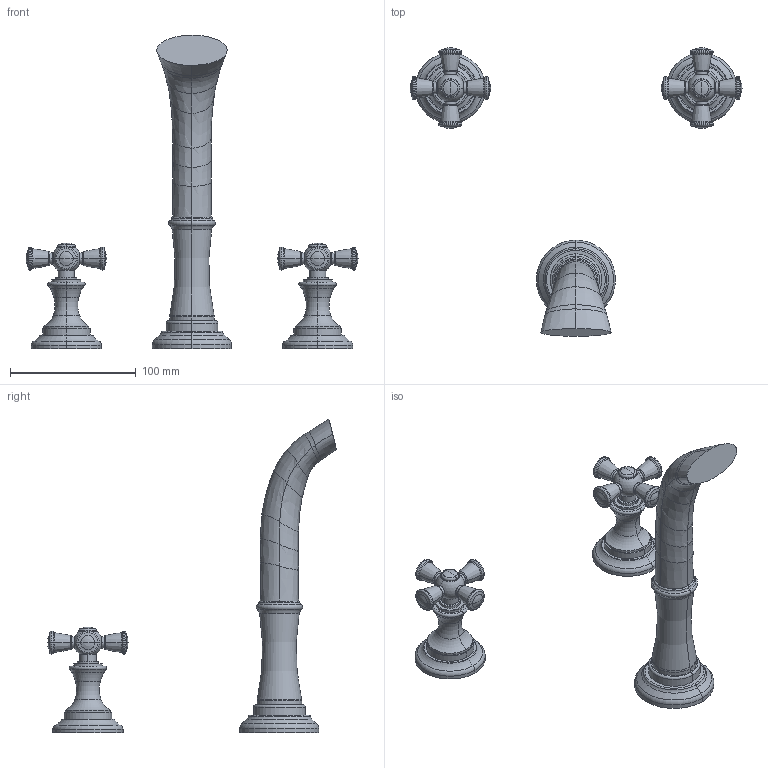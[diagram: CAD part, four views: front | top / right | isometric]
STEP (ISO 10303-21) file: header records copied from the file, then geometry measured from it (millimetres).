
FILE_DESCRIPTION((''),'2;1');
FILE_NAME('3-2445_SW0001','2020-12-01T15:46:11',('rsmith'),(''),'CREO PARAMETRIC BY PTC INC, 2018400','CREO PARAMETRIC BY PTC INC, 2018400','');
FILE_SCHEMA(('AUTOMOTIVE_DESIGN { 1 0 10303 214 1 1 1 1 }'));
Length unit declared in the file: inch
Products named in the file (1): 3-2445_SW0001
Bounding box: 264.24 x 229.92 x 249.67 mm (x, y, z)
Volume: 352853.1 mm3; surface area: 63445.3 mm2
Topology: 3 solids, 3 shells, 333 faces, 686 edges, 364 vertices
Faces by surface type: torus 168, cylinder 66, bspline 48, plane 25, sphere 24, cone 2
Entity records: 15343 total; most frequent: CARTESIAN_POINT 3785, DIRECTION 1708, ORIENTED_EDGE 1332, PRESENTATION_STYLE_ASSIGNMENT 1002, AXIS2_PLACEMENT_3D 815, STYLED_ITEM 669, CURVE_STYLE 666, EDGE_CURVE 666
